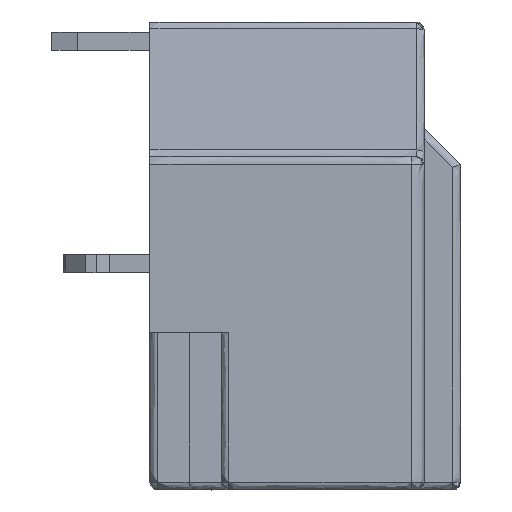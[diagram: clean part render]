
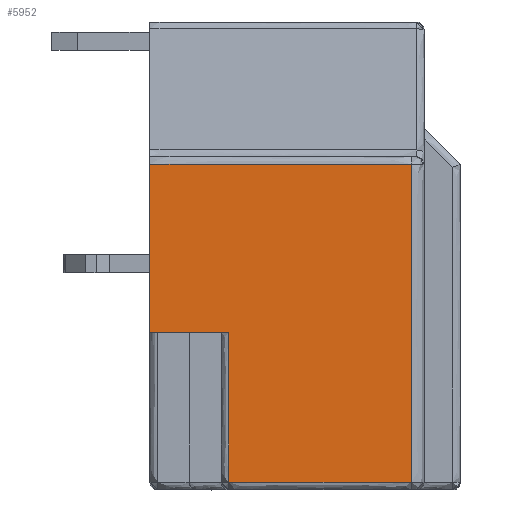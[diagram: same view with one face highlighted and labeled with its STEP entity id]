
A CAD part, left-side view. The second image highlights one B-rep face of the part: STEP entity #5952.
In plain terms, the highlighted free-form (B-spline) face has degree [1, 1] with [2, 2] control points.
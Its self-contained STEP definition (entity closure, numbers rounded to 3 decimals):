
#4439=CARTESIAN_POINT('',(-32.25,19.19,-1.7));
#4440=VERTEX_POINT('',#4439);
#4491=CARTESIAN_POINT('',(-32.25,26.24,-1.7));
#4492=VERTEX_POINT('',#4491);
#4493=CARTESIAN_POINT('',(-32.25,19.19,-1.7));
#4494=CARTESIAN_POINT('',(-32.25,26.24,-1.7));
#4495=B_SPLINE_CURVE_WITH_KNOTS('',1,(#4493,#4494),.POLYLINE_FORM.,.F.,.U.,(2,2),(0.,1.),.UNSPECIFIED.);
#4496=EDGE_CURVE('',#4440,#4492,#4495,.T.);
#4765=CARTESIAN_POINT('',(-32.25,19.19,10.6));
#4766=VERTEX_POINT('',#4765);
#4775=CARTESIAN_POINT('',(-32.25,19.19,10.6));
#4776=CARTESIAN_POINT('',(-32.25,19.19,-1.7));
#4777=B_SPLINE_CURVE_WITH_KNOTS('',1,(#4775,#4776),.POLYLINE_FORM.,.F.,.U.,(2,2),(0.,1.),.UNSPECIFIED.);
#4778=EDGE_CURVE('',#4766,#4440,#4777,.T.);
#4896=CARTESIAN_POINT('',(-32.25,26.24,4.1));
#4897=VERTEX_POINT('',#4896);
#4898=CARTESIAN_POINT('',(-32.25,26.24,-1.7));
#4899=CARTESIAN_POINT('',(-32.25,26.24,4.1));
#4900=B_SPLINE_CURVE_WITH_KNOTS('',1,(#4898,#4899),.POLYLINE_FORM.,.F.,.U.,(2,2),(0.,1.),.UNSPECIFIED.);
#4901=EDGE_CURVE('',#4492,#4897,#4900,.T.);
#5858=CARTESIAN_POINT('',(-32.25,29.29,4.1));
#5859=VERTEX_POINT('',#5858);
#5860=CARTESIAN_POINT('',(-32.25,26.24,4.1));
#5861=CARTESIAN_POINT('',(-32.25,29.29,4.1));
#5862=B_SPLINE_CURVE_WITH_KNOTS('',1,(#5860,#5861),.POLYLINE_FORM.,.F.,.U.,(2,2),(0.,1.),.UNSPECIFIED.);
#5863=EDGE_CURVE('',#4897,#5859,#5862,.T.);
#5929=CARTESIAN_POINT('',(-32.25,188.799,-11.466));
#5930=CARTESIAN_POINT('',(-32.25,188.799,318.402));
#5931=CARTESIAN_POINT('',(-32.25,-141.069,-11.466));
#5932=CARTESIAN_POINT('',(-32.25,-141.069,318.402));
#5933=B_SPLINE_SURFACE_WITH_KNOTS('',1,1,((#5929,#5930),(#5931,#5932)),.PLANE_SURF.,.F.,.F.,.U.,(2,2),(2,2),(0.,1.),(0.,1.),.UNSPECIFIED.);
#5934=ORIENTED_EDGE('',*,*,#4901,.F.);
#5935=ORIENTED_EDGE('',*,*,#4496,.F.);
#5936=ORIENTED_EDGE('',*,*,#4778,.F.);
#5937=CARTESIAN_POINT('',(-32.25,29.29,10.6));
#5938=VERTEX_POINT('',#5937);
#5939=CARTESIAN_POINT('',(-32.25,19.19,10.6));
#5940=CARTESIAN_POINT('',(-32.25,29.29,10.6));
#5941=B_SPLINE_CURVE_WITH_KNOTS('',1,(#5939,#5940),.POLYLINE_FORM.,.F.,.U.,(2,2),(0.,1.),.UNSPECIFIED.);
#5942=EDGE_CURVE('',#4766,#5938,#5941,.T.);
#5943=ORIENTED_EDGE('',*,*,#5942,.T.);
#5944=CARTESIAN_POINT('',(-32.25,29.29,10.6));
#5945=CARTESIAN_POINT('',(-32.25,29.29,4.1));
#5946=B_SPLINE_CURVE_WITH_KNOTS('',1,(#5944,#5945),.POLYLINE_FORM.,.F.,.U.,(2,2),(0.,1.),.UNSPECIFIED.);
#5947=EDGE_CURVE('',#5938,#5859,#5946,.T.);
#5948=ORIENTED_EDGE('',*,*,#5947,.T.);
#5949=ORIENTED_EDGE('',*,*,#5863,.F.);
#5950=EDGE_LOOP('',(#5934,#5935,#5936,#5943,#5948,#5949));
#5951=FACE_OUTER_BOUND('',#5950,.T.);
#5952=ADVANCED_FACE('',(#5951),#5933,.T.);
